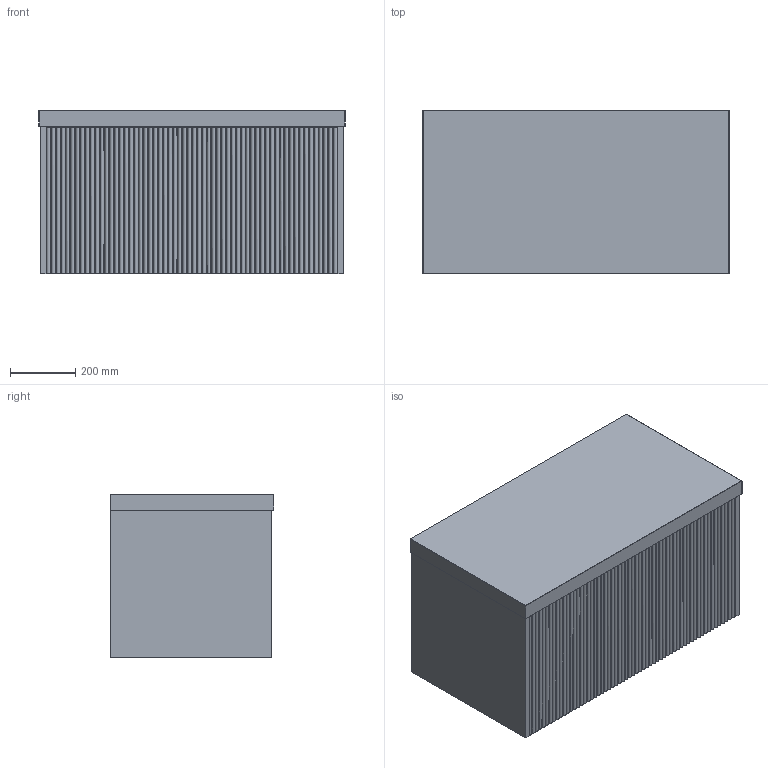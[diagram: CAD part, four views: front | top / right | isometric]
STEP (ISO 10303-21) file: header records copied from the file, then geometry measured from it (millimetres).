
FILE_DESCRIPTION(/* description */ (''),/* implementation_level */ '2;1');
FILE_NAME(/* name */ 'Kado Neue Fluted Square 900 (50MM)',/* time_stamp */ '2025-07-09T15:07:20+10:00',/* author */ (''),/* organization */ (''),/* preprocessor_version */ 'ST-DEVELOPER v16.5',/* originating_system */ '',/* authorisation */ '');
FILE_SCHEMA (('AUTOMOTIVE_DESIGN'));
Length unit declared in the file: millimetre
Products named in the file (10): Document; Kado Neue Fluted Square 900 (50MM); Kado Neue Fluted Square ALL3031; Kado Neue Fluted Square 90029; Kado Neue Fluted Panel 4432728; Kado Neue Fluted Panel 4432122; Kado Neue Fluted Filler234567891011121314; Kado Neue Fluted Carcass 120025; Kado Neue Fluted Square Benchtop (50MM) ALL26; Kado Neue Fluted Square 900 Benchtop (50MM)
Assembly tree (11 placements, depth 6):
  Document
    Kado Neue Fluted Square 900 (50MM)
      Kado Neue Fluted Square ALL3031
        Kado Neue Fluted Square 90029
          Kado Neue Fluted Panel 4432728  x2
            Kado Neue Fluted Panel 4432122
          Kado Neue Fluted Filler234567891011121314  x2
          Kado Neue Fluted Carcass 120025
      Kado Neue Fluted Square Benchtop (50MM) ALL26
        Kado Neue Fluted Square 900 Benchtop (50MM)
Bounding box: 935 x 500 x 500 mm (x, y, z)
Volume: 41661637.8 mm3; surface area: 5785961.2 mm2
Topology: 10 solids, 10 shells, 311 faces, 858 edges, 564 vertices
Faces by surface type: cylinder 186, plane 121, bspline 4
Entity records: 5572 total; most frequent: CARTESIAN_POINT 1980, ORIENTED_EDGE 964, EDGE_CURVE 482, VERTEX_POINT 316, B_SPLINE_CURVE_WITH_KNOTS 290, DIRECTION 229, AXIS2_PLACEMENT_3D 204, EDGE_LOOP 184
